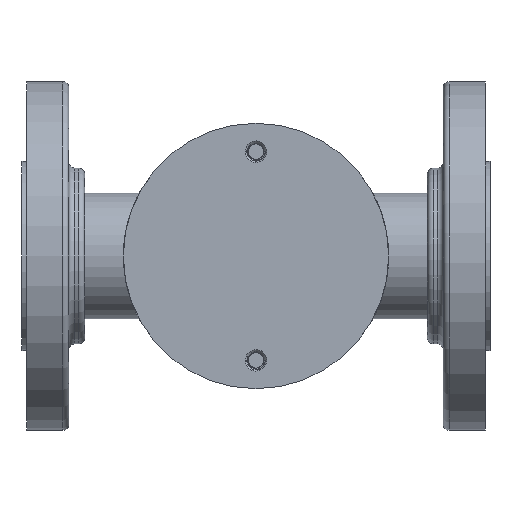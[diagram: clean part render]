
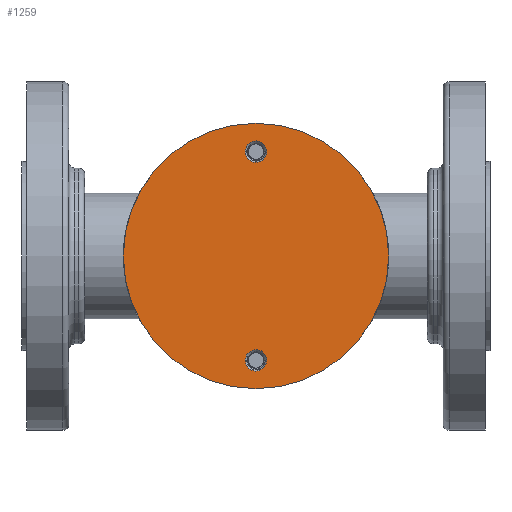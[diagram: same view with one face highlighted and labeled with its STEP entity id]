
A CAD part, front view. The second image highlights one B-rep face of the part: STEP entity #1259.
In plain terms, the highlighted planar face has unit normal (0, -1, 0).
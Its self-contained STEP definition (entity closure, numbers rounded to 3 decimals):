
#368 = VERTEX_POINT ( 'NONE', #4016 ) ;
#684 = AXIS2_PLACEMENT_3D ( 'NONE', #4013, #7613, #11299 ) ;
#918 = EDGE_LOOP ( 'NONE', ( #9701 ) ) ;
#1259 = ADVANCED_FACE ( 'NONE', ( #3437, #3317, #4401 ), #7097, .F. ) ;
#1609 = EDGE_CURVE ( 'NONE', #2828, #2828, #9453, .T. ) ;
#1828 = AXIS2_PLACEMENT_3D ( 'NONE', #11121, #8143, #1925 ) ;
#1925 = DIRECTION ( 'NONE',  ( 0., 0., 1. ) ) ;
#2171 = ORIENTED_EDGE ( 'NONE', *, *, #6817, .T. ) ;
#2287 = VERTEX_POINT ( 'NONE', #2341 ) ;
#2341 = CARTESIAN_POINT ( 'NONE',  ( 0., -29.124, 38.59 ) ) ;
#2362 = DIRECTION ( 'NONE',  ( 0., 0., 1. ) ) ;
#2397 = CIRCLE ( 'NONE', #1828, 3.59 ) ;
#2622 = ORIENTED_EDGE ( 'NONE', *, *, #1609, .F. ) ;
#2664 = EDGE_LOOP ( 'NONE', ( #2622 ) ) ;
#2828 = VERTEX_POINT ( 'NONE', #6542 ) ;
#3317 = FACE_BOUND ( 'NONE', #918, .T. ) ;
#3437 = FACE_BOUND ( 'NONE', #4303, .T. ) ;
#3742 = CIRCLE ( 'NONE', #684, 3.59 ) ;
#4013 = CARTESIAN_POINT ( 'NONE',  ( 0., -29.124, -35. ) ) ;
#4016 = CARTESIAN_POINT ( 'NONE',  ( 0., -29.124, -31.41 ) ) ;
#4303 = EDGE_LOOP ( 'NONE', ( #2171 ) ) ;
#4401 = FACE_OUTER_BOUND ( 'NONE', #2664, .T. ) ;
#4861 = AXIS2_PLACEMENT_3D ( 'NONE', #6226, #9872, #7069 ) ;
#4907 = EDGE_CURVE ( 'NONE', #2287, #2287, #2397, .T. ) ;
#6226 = CARTESIAN_POINT ( 'NONE',  ( 0., -29.124, 0. ) ) ;
#6542 = CARTESIAN_POINT ( 'NONE',  ( 0., -29.124, 44.5 ) ) ;
#6817 = EDGE_CURVE ( 'NONE', #368, #368, #3742, .T. ) ;
#6967 = AXIS2_PLACEMENT_3D ( 'NONE', #8044, #6975, #2362 ) ;
#6975 = DIRECTION ( 'NONE',  ( 0., 1., 0. ) ) ;
#7069 = DIRECTION ( 'NONE',  ( 0., 0., 1. ) ) ;
#7097 = PLANE ( 'NONE',  #6967 ) ;
#7613 = DIRECTION ( 'NONE',  ( 0., 1., 0. ) ) ;
#8044 = CARTESIAN_POINT ( 'NONE',  ( 0., -29.124, 0. ) ) ;
#8143 = DIRECTION ( 'NONE',  ( 0., 1., 0. ) ) ;
#9453 = CIRCLE ( 'NONE', #4861, 44.5 ) ;
#9701 = ORIENTED_EDGE ( 'NONE', *, *, #4907, .T. ) ;
#9872 = DIRECTION ( 'NONE',  ( 0., 1., 0. ) ) ;
#11121 = CARTESIAN_POINT ( 'NONE',  ( 0., -29.124, 35. ) ) ;
#11299 = DIRECTION ( 'NONE',  ( 0., 0., 1. ) ) ;
